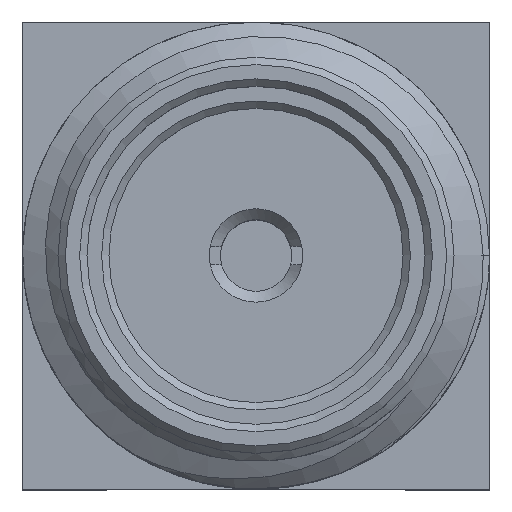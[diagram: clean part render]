
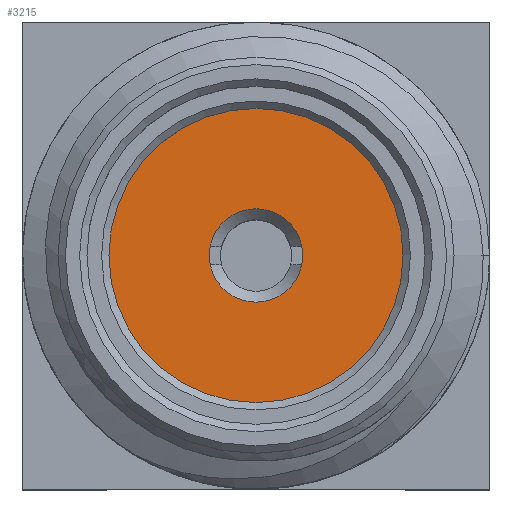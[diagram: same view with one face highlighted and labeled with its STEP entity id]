
A CAD part, top view. The second image highlights one B-rep face of the part: STEP entity #3215.
In plain terms, the highlighted planar face has unit normal (0, 0, 1).
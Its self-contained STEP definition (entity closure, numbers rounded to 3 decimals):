
#3195 = VERTEX_POINT('',#3196);
#3196 = CARTESIAN_POINT('',(2.,0.,7.928));
#3204 = EDGE_CURVE('',#3195,#3195,#3205,.T.);
#3205 = CIRCLE('',#3206,2.);
#3206 = AXIS2_PLACEMENT_3D('',#3207,#3208,#3209);
#3207 = CARTESIAN_POINT('',(0.,0.,7.928));
#3208 = DIRECTION('',(0.,0.,-1.));
#3209 = DIRECTION('',(1.,0.,0.));
#3215 = ADVANCED_FACE('',(#3216,#3219),#3266,.T.);
#3216 = FACE_BOUND('',#3217,.T.);
#3217 = EDGE_LOOP('',(#3218));
#3218 = ORIENTED_EDGE('',*,*,#3204,.F.);
#3219 = FACE_BOUND('',#3220,.T.);
#3220 = EDGE_LOOP('',(#3221,#3232,#3241,#3250,#3259));
#3221 = ORIENTED_EDGE('',*,*,#3222,.F.);
#3222 = EDGE_CURVE('',#3223,#3225,#3227,.T.);
#3223 = VERTEX_POINT('',#3224);
#3224 = CARTESIAN_POINT('',(0.635,0.,7.928));
#3225 = VERTEX_POINT('',#3226);
#3226 = CARTESIAN_POINT('',(0.623,0.125,7.928));
#3227 = CIRCLE('',#3228,0.635);
#3228 = AXIS2_PLACEMENT_3D('',#3229,#3230,#3231);
#3229 = CARTESIAN_POINT('',(0.,0.,7.928));
#3230 = DIRECTION('',(0.,0.,1.));
#3231 = DIRECTION('',(1.,0.,0.));
#3232 = ORIENTED_EDGE('',*,*,#3233,.F.);
#3233 = EDGE_CURVE('',#3234,#3223,#3236,.T.);
#3234 = VERTEX_POINT('',#3235);
#3235 = CARTESIAN_POINT('',(0.623,-0.125,7.928));
#3236 = CIRCLE('',#3237,0.635);
#3237 = AXIS2_PLACEMENT_3D('',#3238,#3239,#3240);
#3238 = CARTESIAN_POINT('',(0.,0.,7.928));
#3239 = DIRECTION('',(0.,0.,1.));
#3240 = DIRECTION('',(1.,0.,0.));
#3241 = ORIENTED_EDGE('',*,*,#3242,.T.);
#3242 = EDGE_CURVE('',#3234,#3243,#3245,.T.);
#3243 = VERTEX_POINT('',#3244);
#3244 = CARTESIAN_POINT('',(-0.623,-0.125,7.928));
#3245 = CIRCLE('',#3246,0.635);
#3246 = AXIS2_PLACEMENT_3D('',#3247,#3248,#3249);
#3247 = CARTESIAN_POINT('',(0.,0.,7.928));
#3248 = DIRECTION('',(0.,0.,-1.));
#3249 = DIRECTION('',(1.,0.,0.));
#3250 = ORIENTED_EDGE('',*,*,#3251,.F.);
#3251 = EDGE_CURVE('',#3252,#3243,#3254,.T.);
#3252 = VERTEX_POINT('',#3253);
#3253 = CARTESIAN_POINT('',(-0.623,0.125,7.928));
#3254 = CIRCLE('',#3255,0.635);
#3255 = AXIS2_PLACEMENT_3D('',#3256,#3257,#3258);
#3256 = CARTESIAN_POINT('',(0.,0.,7.928));
#3257 = DIRECTION('',(0.,0.,1.));
#3258 = DIRECTION('',(1.,0.,0.));
#3259 = ORIENTED_EDGE('',*,*,#3260,.T.);
#3260 = EDGE_CURVE('',#3252,#3225,#3261,.T.);
#3261 = CIRCLE('',#3262,0.635);
#3262 = AXIS2_PLACEMENT_3D('',#3263,#3264,#3265);
#3263 = CARTESIAN_POINT('',(0.,0.,7.928));
#3264 = DIRECTION('',(0.,0.,-1.));
#3265 = DIRECTION('',(1.,0.,0.));
#3266 = PLANE('',#3267);
#3267 = AXIS2_PLACEMENT_3D('',#3268,#3269,#3270);
#3268 = CARTESIAN_POINT('',(0.,0.,
    7.928));
#3269 = DIRECTION('',(0.,0.,1.));
#3270 = DIRECTION('',(1.,0.,0.));
